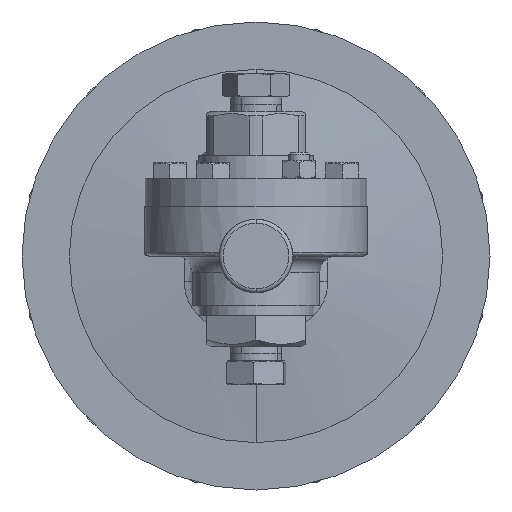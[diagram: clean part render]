
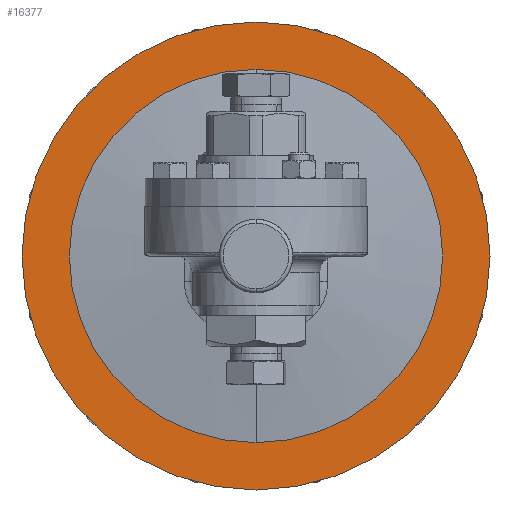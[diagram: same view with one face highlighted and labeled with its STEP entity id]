
A CAD part, front view. The second image highlights one B-rep face of the part: STEP entity #16377.
In plain terms, the highlighted planar face has unit normal (0, -1, 0).
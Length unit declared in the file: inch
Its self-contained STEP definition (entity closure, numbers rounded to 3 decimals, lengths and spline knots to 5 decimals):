
#148 = DIRECTION ( 'NONE',  ( 0., -1., 0. ) ) ;
#772 = CARTESIAN_POINT ( 'NONE',  ( 0., 2.25, 3.56 ) ) ;
#1135 = PLANE ( 'NONE',  #3690 ) ;
#1206 = CIRCLE ( 'NONE', #11429, 2.84 ) ;
#1370 = DIRECTION ( 'NONE',  ( 0., -1., 0. ) ) ;
#1494 = CARTESIAN_POINT ( 'NONE',  ( 0., 2.25, -2.84 ) ) ;
#1568 = ORIENTED_EDGE ( 'NONE', *, *, #4665, .F. ) ;
#2574 = ORIENTED_EDGE ( 'NONE', *, *, #2991, .T. ) ;
#2991 = EDGE_CURVE ( 'NONE', #10261, #7496, #14342, .T. ) ;
#3036 = EDGE_CURVE ( 'NONE', #7496, #10261, #6730, .T. ) ;
#3409 = EDGE_LOOP ( 'NONE', ( #3717, #1568 ) ) ;
#3480 = DIRECTION ( 'NONE',  ( 0., 0., -1. ) ) ;
#3690 = AXIS2_PLACEMENT_3D ( 'NONE', #4103, #1370, #15623 ) ;
#3717 = ORIENTED_EDGE ( 'NONE', *, *, #13479, .F. ) ;
#3804 = CARTESIAN_POINT ( 'NONE',  ( 0., 2.25, 0. ) ) ;
#4103 = CARTESIAN_POINT ( 'NONE',  ( 0., 2.25, -3.655 ) ) ;
#4118 = AXIS2_PLACEMENT_3D ( 'NONE', #16539, #10673, #3480 ) ;
#4665 = EDGE_CURVE ( 'NONE', #16497, #7403, #18374, .T. ) ;
#5695 = DIRECTION ( 'NONE',  ( 0., 0., -1. ) ) ;
#6730 = CIRCLE ( 'NONE', #11475, 3.56 ) ;
#7403 = VERTEX_POINT ( 'NONE', #10525 ) ;
#7496 = VERTEX_POINT ( 'NONE', #772 ) ;
#7853 = DIRECTION ( 'NONE',  ( 0., -1., 0. ) ) ;
#10230 = CARTESIAN_POINT ( 'NONE',  ( 0., 2.25, 0. ) ) ;
#10261 = VERTEX_POINT ( 'NONE', #14557 ) ;
#10525 = CARTESIAN_POINT ( 'NONE',  ( 0., 2.25, 2.84 ) ) ;
#10624 = CARTESIAN_POINT ( 'NONE',  ( 0., 2.25, 0. ) ) ;
#10673 = DIRECTION ( 'NONE',  ( 0., -1., 0. ) ) ;
#11128 = DIRECTION ( 'NONE',  ( 0., 0., -1. ) ) ;
#11429 = AXIS2_PLACEMENT_3D ( 'NONE', #10624, #7853, #13153 ) ;
#11475 = AXIS2_PLACEMENT_3D ( 'NONE', #3804, #15313, #11128 ) ;
#12190 = ORIENTED_EDGE ( 'NONE', *, *, #3036, .T. ) ;
#13153 = DIRECTION ( 'NONE',  ( 0., 0., -1. ) ) ;
#13479 = EDGE_CURVE ( 'NONE', #7403, #16497, #1206, .T. ) ;
#14342 = CIRCLE ( 'NONE', #4118, 3.56 ) ;
#14557 = CARTESIAN_POINT ( 'NONE',  ( 0., 2.25, -3.56 ) ) ;
#15313 = DIRECTION ( 'NONE',  ( 0., -1., 0. ) ) ;
#15349 = AXIS2_PLACEMENT_3D ( 'NONE', #10230, #148, #5695 ) ;
#15623 = DIRECTION ( 'NONE',  ( 0., 0., -1. ) ) ;
#16377 = ADVANCED_FACE ( 'NONE', ( #16681, #16907 ), #1135, .T. ) ;
#16497 = VERTEX_POINT ( 'NONE', #1494 ) ;
#16539 = CARTESIAN_POINT ( 'NONE',  ( 0., 2.25, 0. ) ) ;
#16681 = FACE_BOUND ( 'NONE', #3409, .T. ) ;
#16907 = FACE_OUTER_BOUND ( 'NONE', #17434, .T. ) ;
#17434 = EDGE_LOOP ( 'NONE', ( #2574, #12190 ) ) ;
#18374 = CIRCLE ( 'NONE', #15349, 2.84 ) ;
